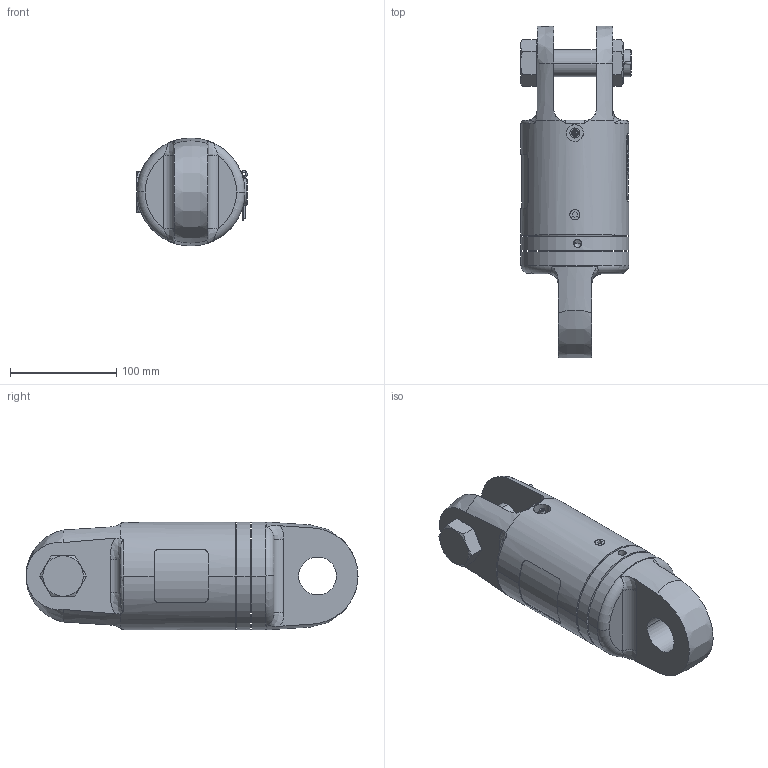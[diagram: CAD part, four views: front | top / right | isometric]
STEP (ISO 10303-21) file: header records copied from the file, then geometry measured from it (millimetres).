
FILE_DESCRIPTION((''),'2;1');
FILE_NAME('CROSBY_SWIVEL_08-S-3_297431','2012-10-25T',('Alan Doughty'),('The Crosby Group LLC'),'PRO/ENGINEER BY PARAMETRIC TECHNOLOGY CORPORATION, 2012010','PRO/ENGINEER BY PARAMETRIC TECHNOLOGY CORPORATION, 2012010','');
FILE_SCHEMA(('CONFIG_CONTROL_DESIGN','SHAPE_APPEARANCE_LAYERS_GROUPS'));
Length unit declared in the file: inch
Products named in the file (1): CROSBY_SWIVEL_08-S-3_297431
Bounding box: 104.37 x 312.6 x 101.6 mm (x, y, z)
Volume: 1331548.2 mm3; surface area: 208299.7 mm2
Topology: 3 solids, 3 shells, 1102 faces, 3009 edges, 1978 vertices
Faces by surface type: plane 858, cylinder 154, torus 41, cone 24, bspline 23, sphere 2
Entity records: 47586 total; most frequent: CARTESIAN_POINT 11893, ORIENTED_EDGE 6010, DIRECTION 4825, PRESENTATION_STYLE_ASSIGNMENT 3008, STYLED_ITEM 3008, CURVE_STYLE 3005, EDGE_CURVE 3005, VERTEX_POINT 1978
